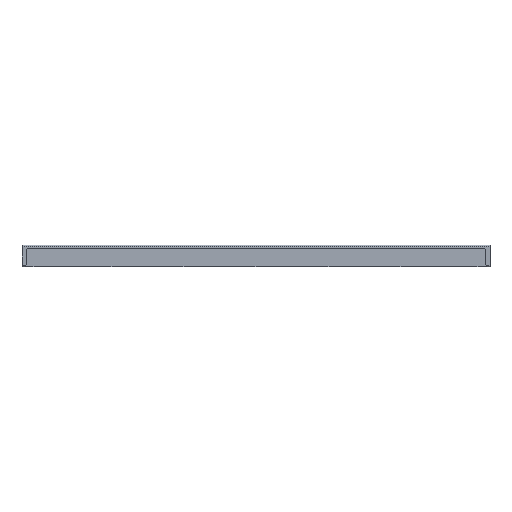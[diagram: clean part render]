
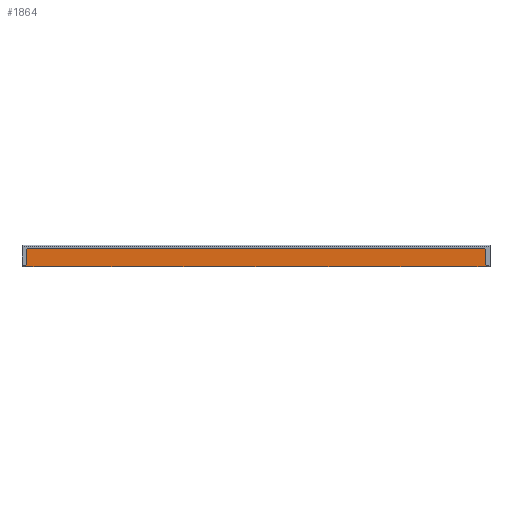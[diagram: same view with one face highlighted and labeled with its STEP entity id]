
A CAD part, top view. The second image highlights one B-rep face of the part: STEP entity #1864.
In plain terms, the highlighted planar face has unit normal (0, 0, 1).
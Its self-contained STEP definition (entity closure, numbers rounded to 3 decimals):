
#1656=AXIS2_PLACEMENT_3D('Circle Axis2P3D',#1654,#1655,$) ;
#1704=AXIS2_PLACEMENT_3D('Circle Axis2P3D',#1702,#1703,$) ;
#1777=AXIS2_PLACEMENT_3D('Plane Axis2P3D',#1774,#1775,#1776) ;
#1606=CARTESIAN_POINT('Vertex',(0.5,0.,27.752)) ;
#1609=CARTESIAN_POINT('Line Origine',(0.558,1.105,27.752)) ;
#1613=CARTESIAN_POINT('Vertex',(0.616,2.21,27.752)) ;
#1646=CARTESIAN_POINT('Vertex',(0.816,2.4,27.752)) ;
#1654=CARTESIAN_POINT('Axis2P3D Location',(0.816,2.2,27.752)) ;
#1678=CARTESIAN_POINT('Line Origine',(29.95,2.4,27.752)) ;
#1682=CARTESIAN_POINT('Vertex',(59.084,2.4,27.752)) ;
#1702=CARTESIAN_POINT('Axis2P3D Location',(59.084,2.2,27.752)) ;
#1706=CARTESIAN_POINT('Vertex',(59.284,2.21,27.752)) ;
#1740=CARTESIAN_POINT('Line Origine',(59.342,1.105,27.752)) ;
#1744=CARTESIAN_POINT('Vertex',(59.4,0.,27.752)) ;
#1774=CARTESIAN_POINT('Axis2P3D Location',(2.5,1.4,27.752)) ;
#1779=CARTESIAN_POINT('Line Origine',(33.,0.,27.752)) ;
#1783=CARTESIAN_POINT('Vertex',(29.95,0.,27.752)) ;
#1785=CARTESIAN_POINT('Vertex',(36.05,0.,27.752)) ;
#1788=CARTESIAN_POINT('Line Origine',(39.1,0.,27.752)) ;
#1792=CARTESIAN_POINT('Vertex',(42.15,0.,27.752)) ;
#1795=CARTESIAN_POINT('Line Origine',(45.2,0.,27.752)) ;
#1799=CARTESIAN_POINT('Vertex',(48.25,0.,27.752)) ;
#1802=CARTESIAN_POINT('Line Origine',(51.3,0.,27.752)) ;
#1806=CARTESIAN_POINT('Vertex',(54.35,0.,27.752)) ;
#1809=CARTESIAN_POINT('Line Origine',(56.875,0.,27.752)) ;
#1814=CARTESIAN_POINT('Line Origine',(3.025,0.,27.752)) ;
#1818=CARTESIAN_POINT('Vertex',(5.55,0.,27.752)) ;
#1821=CARTESIAN_POINT('Line Origine',(8.6,0.,27.752)) ;
#1825=CARTESIAN_POINT('Vertex',(11.65,0.,27.752)) ;
#1828=CARTESIAN_POINT('Line Origine',(14.7,0.,27.752)) ;
#1832=CARTESIAN_POINT('Vertex',(17.75,0.,27.752)) ;
#1835=CARTESIAN_POINT('Line Origine',(20.8,0.,27.752)) ;
#1839=CARTESIAN_POINT('Vertex',(23.85,0.,27.752)) ;
#1842=CARTESIAN_POINT('Line Origine',(26.9,0.,27.752)) ;
#1610=DIRECTION('Vector Direction',(0.052,0.999,0.)) ;
#1655=DIRECTION('Axis2P3D Direction',(0.,0.,1.)) ;
#1679=DIRECTION('Vector Direction',(-1.,0.,0.)) ;
#1703=DIRECTION('Axis2P3D Direction',(0.,0.,-1.)) ;
#1741=DIRECTION('Vector Direction',(-0.052,0.999,0.)) ;
#1775=DIRECTION('Axis2P3D Direction',(0.,0.,1.)) ;
#1776=DIRECTION('Axis2P3D XDirection',(1.,0.,0.)) ;
#1780=DIRECTION('Vector Direction',(1.,0.,0.)) ;
#1789=DIRECTION('Vector Direction',(1.,0.,0.)) ;
#1796=DIRECTION('Vector Direction',(1.,0.,0.)) ;
#1803=DIRECTION('Vector Direction',(1.,0.,0.)) ;
#1810=DIRECTION('Vector Direction',(1.,0.,0.)) ;
#1815=DIRECTION('Vector Direction',(1.,0.,0.)) ;
#1822=DIRECTION('Vector Direction',(1.,0.,0.)) ;
#1829=DIRECTION('Vector Direction',(1.,0.,0.)) ;
#1836=DIRECTION('Vector Direction',(1.,0.,0.)) ;
#1843=DIRECTION('Vector Direction',(1.,0.,0.)) ;
#1611=VECTOR('Line Direction',#1610,1.) ;
#1680=VECTOR('Line Direction',#1679,1.) ;
#1742=VECTOR('Line Direction',#1741,1.) ;
#1781=VECTOR('Line Direction',#1780,1.) ;
#1790=VECTOR('Line Direction',#1789,1.) ;
#1797=VECTOR('Line Direction',#1796,1.) ;
#1804=VECTOR('Line Direction',#1803,1.) ;
#1811=VECTOR('Line Direction',#1810,1.) ;
#1816=VECTOR('Line Direction',#1815,1.) ;
#1823=VECTOR('Line Direction',#1822,1.) ;
#1830=VECTOR('Line Direction',#1829,1.) ;
#1837=VECTOR('Line Direction',#1836,1.) ;
#1844=VECTOR('Line Direction',#1843,1.) ;
#1848=ORIENTED_EDGE('',*,*,#1787,.T.) ;
#1849=ORIENTED_EDGE('',*,*,#1794,.T.) ;
#1850=ORIENTED_EDGE('',*,*,#1801,.T.) ;
#1851=ORIENTED_EDGE('',*,*,#1808,.T.) ;
#1852=ORIENTED_EDGE('',*,*,#1813,.T.) ;
#1853=ORIENTED_EDGE('',*,*,#1746,.F.) ;
#1854=ORIENTED_EDGE('',*,*,#1708,.F.) ;
#1855=ORIENTED_EDGE('',*,*,#1684,.F.) ;
#1856=ORIENTED_EDGE('',*,*,#1658,.T.) ;
#1857=ORIENTED_EDGE('',*,*,#1615,.T.) ;
#1858=ORIENTED_EDGE('',*,*,#1820,.T.) ;
#1859=ORIENTED_EDGE('',*,*,#1827,.T.) ;
#1860=ORIENTED_EDGE('',*,*,#1834,.T.) ;
#1861=ORIENTED_EDGE('',*,*,#1841,.T.) ;
#1862=ORIENTED_EDGE('',*,*,#1846,.T.) ;
#1864=ADVANCED_FACE('ZQV_KU',(#1863),#1778,.T.) ;
#1657=CIRCLE('generated circle',#1656,0.2) ;
#1705=CIRCLE('generated circle',#1704,0.2) ;
#1615=EDGE_CURVE('',#1614,#1607,#1612,.F.) ;
#1658=EDGE_CURVE('',#1647,#1614,#1657,.T.) ;
#1684=EDGE_CURVE('',#1647,#1683,#1681,.F.) ;
#1708=EDGE_CURVE('',#1683,#1707,#1705,.T.) ;
#1746=EDGE_CURVE('',#1707,#1745,#1743,.F.) ;
#1787=EDGE_CURVE('',#1784,#1786,#1782,.T.) ;
#1794=EDGE_CURVE('',#1786,#1793,#1791,.T.) ;
#1801=EDGE_CURVE('',#1793,#1800,#1798,.T.) ;
#1808=EDGE_CURVE('',#1800,#1807,#1805,.T.) ;
#1813=EDGE_CURVE('',#1807,#1745,#1812,.T.) ;
#1820=EDGE_CURVE('',#1607,#1819,#1817,.T.) ;
#1827=EDGE_CURVE('',#1819,#1826,#1824,.T.) ;
#1834=EDGE_CURVE('',#1826,#1833,#1831,.T.) ;
#1841=EDGE_CURVE('',#1833,#1840,#1838,.T.) ;
#1846=EDGE_CURVE('',#1840,#1784,#1845,.T.) ;
#1847=EDGE_LOOP('',(#1848,#1849,#1850,#1851,#1852,#1853,#1854,#1855,#1856,#1857,#1858,#1859,#1860,#1861,#1862)) ;
#1863=FACE_OUTER_BOUND('',#1847,.T.) ;
#1612=LINE('Line',#1609,#1611) ;
#1681=LINE('Line',#1678,#1680) ;
#1743=LINE('Line',#1740,#1742) ;
#1782=LINE('Line',#1779,#1781) ;
#1791=LINE('Line',#1788,#1790) ;
#1798=LINE('Line',#1795,#1797) ;
#1805=LINE('Line',#1802,#1804) ;
#1812=LINE('Line',#1809,#1811) ;
#1817=LINE('Line',#1814,#1816) ;
#1824=LINE('Line',#1821,#1823) ;
#1831=LINE('Line',#1828,#1830) ;
#1838=LINE('Line',#1835,#1837) ;
#1845=LINE('Line',#1842,#1844) ;
#1778=PLANE('',#1777) ;
#1607=VERTEX_POINT('',#1606) ;
#1614=VERTEX_POINT('',#1613) ;
#1647=VERTEX_POINT('',#1646) ;
#1683=VERTEX_POINT('',#1682) ;
#1707=VERTEX_POINT('',#1706) ;
#1745=VERTEX_POINT('',#1744) ;
#1784=VERTEX_POINT('',#1783) ;
#1786=VERTEX_POINT('',#1785) ;
#1793=VERTEX_POINT('',#1792) ;
#1800=VERTEX_POINT('',#1799) ;
#1807=VERTEX_POINT('',#1806) ;
#1819=VERTEX_POINT('',#1818) ;
#1826=VERTEX_POINT('',#1825) ;
#1833=VERTEX_POINT('',#1832) ;
#1840=VERTEX_POINT('',#1839) ;
